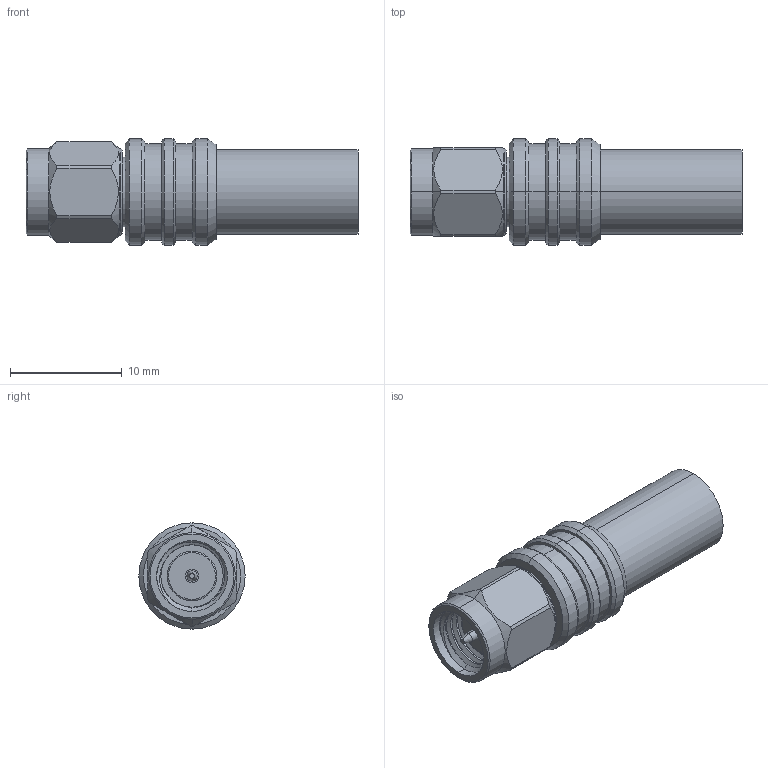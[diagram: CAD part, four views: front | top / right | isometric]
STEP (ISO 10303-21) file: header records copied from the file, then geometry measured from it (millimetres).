
FILE_DESCRIPTION (( 'STEP AP203' ), '1' );
FILE_NAME ('EZ-240-SM-X.step', '2019-05-09T23:30:07', ( '' ), ( '' ), 'SwSTEP 2.0', 'SolidWorks 2018', '' );
FILE_SCHEMA (( 'CONFIG_CONTROL_DESIGN' ));
Length unit declared in the file: inch
Products named in the file (1): EZ-240-SM-X
Bounding box: 29.74 x 9.53 x 9.53 mm (x, y, z)
Volume: 1123.9 mm3; surface area: 1719.9 mm2
Topology: 2 solids, 2 shells, 110 faces, 247 edges, 154 vertices
Faces by surface type: cylinder 53, cone 29, plane 23, bspline 5
Entity records: 5157 total; most frequent: CARTESIAN_POINT 2661, DIRECTION 519, ORIENTED_EDGE 494, EDGE_CURVE 247, AXIS2_PLACEMENT_3D 216, VERTEX_POINT 154, EDGE_LOOP 125, ADVANCED_FACE 110
